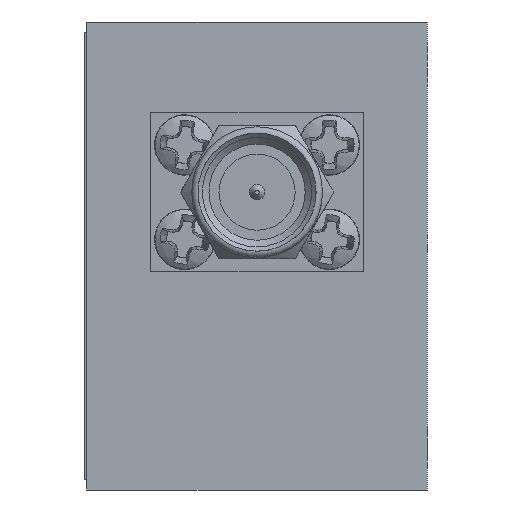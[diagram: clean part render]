
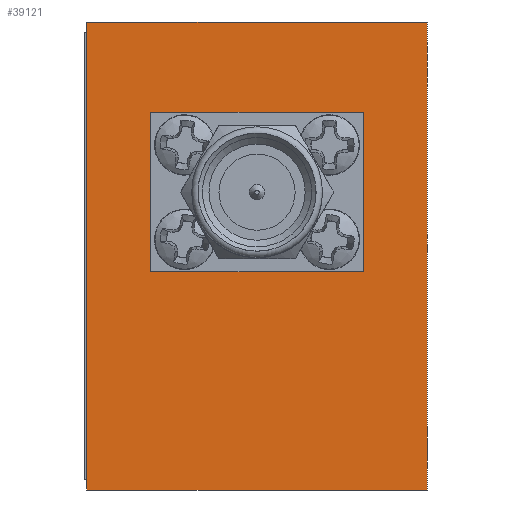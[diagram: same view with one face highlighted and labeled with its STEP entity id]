
A CAD part, left-side view. The second image highlights one B-rep face of the part: STEP entity #39121.
In plain terms, the highlighted planar face has unit normal (-1, 0, 0).
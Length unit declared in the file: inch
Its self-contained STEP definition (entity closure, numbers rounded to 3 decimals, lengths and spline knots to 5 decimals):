
#5631 = VECTOR ( 'NONE', #21078, 39.37008 ) ;
#5946 = FACE_OUTER_BOUND ( 'NONE', #32340, .T. ) ;
#7663 = VERTEX_POINT ( 'NONE', #8271 ) ;
#8271 = CARTESIAN_POINT ( 'NONE',  ( -1.155, 0., -0.55 ) ) ;
#9728 = PLANE ( 'NONE',  #34000 ) ;
#10727 = DIRECTION ( 'NONE',  ( 0., 0., -1. ) ) ;
#12300 = EDGE_CURVE ( 'NONE', #26600, #7663, #23882, .T. ) ;
#13435 = EDGE_CURVE ( 'NONE', #18576, #38090, #42679, .T. ) ;
#14789 = DIRECTION ( 'NONE',  ( 1., 0., 0. ) ) ;
#17698 = CARTESIAN_POINT ( 'NONE',  ( -1.155, 0., 0.55 ) ) ;
#18576 = VERTEX_POINT ( 'NONE', #26383 ) ;
#19815 = DIRECTION ( 'NONE',  ( 0., -1., 0. ) ) ;
#20817 = ORIENTED_EDGE ( 'NONE', *, *, #13435, .F. ) ;
#21078 = DIRECTION ( 'NONE',  ( 0., 0., 1. ) ) ;
#22654 = LINE ( 'NONE', #37950, #23810 ) ;
#23810 = VECTOR ( 'NONE', #45770, 39.37008 ) ;
#23882 = LINE ( 'NONE', #38482, #33514 ) ;
#25890 = EDGE_CURVE ( 'NONE', #7663, #38090, #31583, .T. ) ;
#26383 = CARTESIAN_POINT ( 'NONE',  ( -1.155, 0.8, 0.55 ) ) ;
#26569 = CARTESIAN_POINT ( 'NONE',  ( -1.155, 0.8, -0.55 ) ) ;
#26600 = VERTEX_POINT ( 'NONE', #26569 ) ;
#27144 = DIRECTION ( 'NONE',  ( 0., -1., 0. ) ) ;
#31583 = LINE ( 'NONE', #47414, #5631 ) ;
#32340 = EDGE_LOOP ( 'NONE', ( #42676, #20817, #34517, #43803 ) ) ;
#33514 = VECTOR ( 'NONE', #27144, 39.37008 ) ;
#34000 = AXIS2_PLACEMENT_3D ( 'NONE', #42396, #14789, #10727 ) ;
#34517 = ORIENTED_EDGE ( 'NONE', *, *, #49259, .F. ) ;
#37950 = CARTESIAN_POINT ( 'NONE',  ( -1.155, 0.8, 0.55 ) ) ;
#38090 = VERTEX_POINT ( 'NONE', #17698 ) ;
#38482 = CARTESIAN_POINT ( 'NONE',  ( -1.155, 0.8, -0.55 ) ) ;
#38874 = CARTESIAN_POINT ( 'NONE',  ( -1.155, 0.8, 0.55 ) ) ;
#39121 = ADVANCED_FACE ( 'NONE', ( #5946 ), #9728, .F. ) ;
#42396 = CARTESIAN_POINT ( 'NONE',  ( -1.155, 0.8, 0.55 ) ) ;
#42676 = ORIENTED_EDGE ( 'NONE', *, *, #25890, .T. ) ;
#42679 = LINE ( 'NONE', #38874, #46254 ) ;
#43803 = ORIENTED_EDGE ( 'NONE', *, *, #12300, .T. ) ;
#45770 = DIRECTION ( 'NONE',  ( 0., 0., 1. ) ) ;
#46254 = VECTOR ( 'NONE', #19815, 39.37008 ) ;
#47414 = CARTESIAN_POINT ( 'NONE',  ( -1.155, 0., 0.55 ) ) ;
#49259 = EDGE_CURVE ( 'NONE', #26600, #18576, #22654, .T. ) ;
